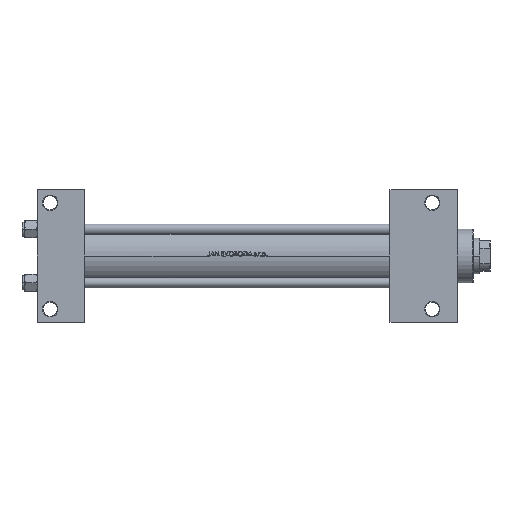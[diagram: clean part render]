
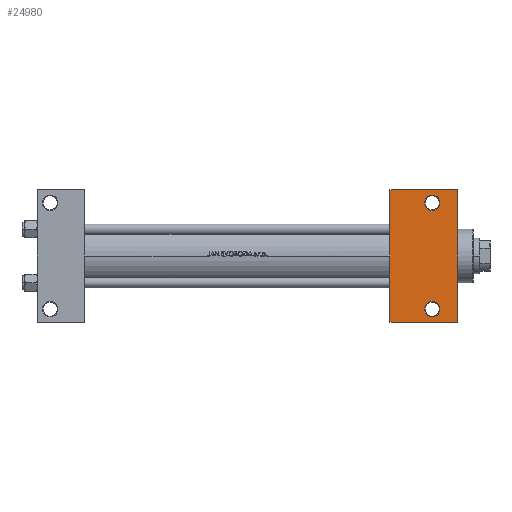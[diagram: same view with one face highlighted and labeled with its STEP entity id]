
A CAD part, front view. The second image highlights one B-rep face of the part: STEP entity #24980.
In plain terms, the highlighted face is planar.
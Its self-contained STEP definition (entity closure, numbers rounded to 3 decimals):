
#56 = CARTESIAN_POINT ( 'NONE',  ( 275., 30., -30. ) ) ;
#195 = CARTESIAN_POINT ( 'NONE',  ( 308., 41.5, -30. ) ) ;
#455 = CARTESIAN_POINT ( 'NONE',  ( 302., 41.5, -30. ) ) ;
#1120 = VERTEX_POINT ( 'NONE', #19885 ) ;
#1295 = AXIS2_PLACEMENT_3D ( 'NONE', #195, #3710, #18549 ) ;
#1308 = CARTESIAN_POINT ( 'NONE',  ( 328., 51.5, -30. ) ) ;
#1590 = CARTESIAN_POINT ( 'NONE',  ( 308., -41.5, -30. ) ) ;
#2810 = CARTESIAN_POINT ( 'NONE',  ( 308., 41.5, -30. ) ) ;
#3032 = DIRECTION ( 'NONE',  ( -1., 0., 0. ) ) ;
#3199 = PLANE ( 'NONE',  #6568 ) ;
#3469 = ORIENTED_EDGE ( 'NONE', *, *, #8492, .T. ) ;
#3710 = DIRECTION ( 'NONE',  ( 0., 0., 1. ) ) ;
#4816 = CARTESIAN_POINT ( 'NONE',  ( 314., 41.5, -30. ) ) ;
#4919 = VERTEX_POINT ( 'NONE', #5073 ) ;
#4978 = VERTEX_POINT ( 'NONE', #1308 ) ;
#5073 = CARTESIAN_POINT ( 'NONE',  ( 302., -41.5, -30. ) ) ;
#6393 = VECTOR ( 'NONE', #3032, 1000. ) ;
#6568 = AXIS2_PLACEMENT_3D ( 'NONE', #23044, #7474, #11738 ) ;
#7474 = DIRECTION ( 'NONE',  ( 0., 0., -1. ) ) ;
#8024 = AXIS2_PLACEMENT_3D ( 'NONE', #32979, #21677, #25193 ) ;
#8492 = EDGE_CURVE ( 'NONE', #44088, #35346, #44642, .T. ) ;
#8788 = VECTOR ( 'NONE', #31777, 1000. ) ;
#9398 = EDGE_LOOP ( 'NONE', ( #3469, #21543 ) ) ;
#11105 = VECTOR ( 'NONE', #15623, 1000. ) ;
#11246 = FACE_BOUND ( 'NONE', #34313, .T. ) ;
#11738 = DIRECTION ( 'NONE',  ( 0., 1., 0. ) ) ;
#11965 = LINE ( 'NONE', #19993, #8788 ) ;
#12211 = ORIENTED_EDGE ( 'NONE', *, *, #13353, .T. ) ;
#12389 = EDGE_CURVE ( 'NONE', #27547, #4919, #16703, .T. ) ;
#12469 = EDGE_CURVE ( 'NONE', #35346, #44088, #27066, .T. ) ;
#13260 = CARTESIAN_POINT ( 'NONE',  ( 275., -51.5, -30. ) ) ;
#13353 = EDGE_CURVE ( 'NONE', #1120, #4978, #16124, .T. ) ;
#13413 = DIRECTION ( 'NONE',  ( 0., 0., 1. ) ) ;
#13565 = CARTESIAN_POINT ( 'NONE',  ( 328., -51.5, -30. ) ) ;
#14365 = LINE ( 'NONE', #37450, #6393 ) ;
#15151 = ORIENTED_EDGE ( 'NONE', *, *, #49577, .T. ) ;
#15513 = FACE_BOUND ( 'NONE', #9398, .T. ) ;
#15524 = VERTEX_POINT ( 'NONE', #13565 ) ;
#15623 = DIRECTION ( 'NONE',  ( 1., 0., 0. ) ) ;
#15854 = CARTESIAN_POINT ( 'NONE',  ( 314., -41.5, -30. ) ) ;
#16124 = LINE ( 'NONE', #23403, #11105 ) ;
#16591 = EDGE_CURVE ( 'NONE', #15524, #29773, #14365, .T. ) ;
#16703 = CIRCLE ( 'NONE', #37527, 6. ) ;
#16929 = DIRECTION ( 'NONE',  ( 0., 1., 0. ) ) ;
#18549 = DIRECTION ( 'NONE',  ( 0., 1., 0. ) ) ;
#18779 = ORIENTED_EDGE ( 'NONE', *, *, #12389, .T. ) ;
#19885 = CARTESIAN_POINT ( 'NONE',  ( 275., 51.5, -30. ) ) ;
#19993 = CARTESIAN_POINT ( 'NONE',  ( 328., 30., -30. ) ) ;
#20449 = EDGE_LOOP ( 'NONE', ( #25203, #12211, #47974, #22290 ) ) ;
#21543 = ORIENTED_EDGE ( 'NONE', *, *, #12469, .T. ) ;
#21677 = DIRECTION ( 'NONE',  ( 0., 0., 1. ) ) ;
#22290 = ORIENTED_EDGE ( 'NONE', *, *, #16591, .T. ) ;
#23044 = CARTESIAN_POINT ( 'NONE',  ( 328., 30., -30. ) ) ;
#23403 = CARTESIAN_POINT ( 'NONE',  ( 275., 51.5, -30. ) ) ;
#23653 = LINE ( 'NONE', #56, #39410 ) ;
#24368 = EDGE_CURVE ( 'NONE', #1120, #29773, #23653, .T. ) ;
#24980 = ADVANCED_FACE ( 'NONE', ( #15513, #11246, #41887 ), #3199, .T. ) ;
#25193 = DIRECTION ( 'NONE',  ( 0., 1., 0. ) ) ;
#25203 = ORIENTED_EDGE ( 'NONE', *, *, #24368, .F. ) ;
#27066 = CIRCLE ( 'NONE', #36750, 6. ) ;
#27547 = VERTEX_POINT ( 'NONE', #15854 ) ;
#29773 = VERTEX_POINT ( 'NONE', #13260 ) ;
#31777 = DIRECTION ( 'NONE',  ( 0., -1., 0. ) ) ;
#32979 = CARTESIAN_POINT ( 'NONE',  ( 308., -41.5, -30. ) ) ;
#34313 = EDGE_LOOP ( 'NONE', ( #15151, #18779 ) ) ;
#35346 = VERTEX_POINT ( 'NONE', #4816 ) ;
#36750 = AXIS2_PLACEMENT_3D ( 'NONE', #2810, #44551, #45043 ) ;
#37450 = CARTESIAN_POINT ( 'NONE',  ( 275., -51.5, -30. ) ) ;
#37527 = AXIS2_PLACEMENT_3D ( 'NONE', #1590, #13413, #16929 ) ;
#38962 = DIRECTION ( 'NONE',  ( 0., -1., 0. ) ) ;
#39410 = VECTOR ( 'NONE', #38962, 1000. ) ;
#41887 = FACE_OUTER_BOUND ( 'NONE', #20449, .T. ) ;
#43315 = CIRCLE ( 'NONE', #8024, 6. ) ;
#44088 = VERTEX_POINT ( 'NONE', #455 ) ;
#44551 = DIRECTION ( 'NONE',  ( 0., 0., 1. ) ) ;
#44642 = CIRCLE ( 'NONE', #1295, 6. ) ;
#45043 = DIRECTION ( 'NONE',  ( 0., 1., 0. ) ) ;
#47974 = ORIENTED_EDGE ( 'NONE', *, *, #48296, .T. ) ;
#48296 = EDGE_CURVE ( 'NONE', #4978, #15524, #11965, .T. ) ;
#49577 = EDGE_CURVE ( 'NONE', #4919, #27547, #43315, .T. ) ;
